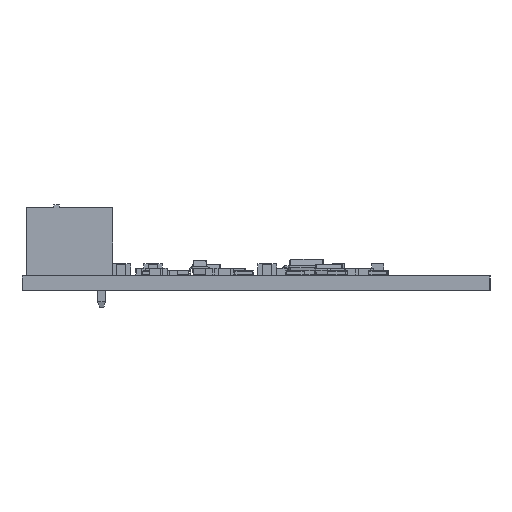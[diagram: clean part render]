
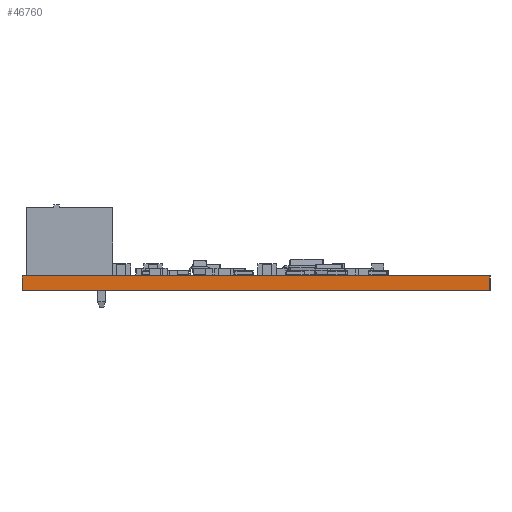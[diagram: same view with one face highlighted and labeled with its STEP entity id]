
A CAD part, left-side view. The second image highlights one B-rep face of the part: STEP entity #46760.
In plain terms, the highlighted planar face has unit normal (-1, 0, 0).
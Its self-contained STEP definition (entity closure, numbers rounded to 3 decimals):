
#46760 = ADVANCED_FACE('',(#46761),#46775,.F.);
#46761 = FACE_BOUND('',#46762,.F.);
#46762 = EDGE_LOOP('',(#46763,#46798,#46826,#46854));
#46763 = ORIENTED_EDGE('',*,*,#46764,.T.);
#46764 = EDGE_CURVE('',#46765,#46767,#46769,.T.);
#46765 = VERTEX_POINT('',#46766);
#46766 = CARTESIAN_POINT('',(0.,50.,0.));
#46767 = VERTEX_POINT('',#46768);
#46768 = CARTESIAN_POINT('',(0.,50.,1.6));
#46769 = SURFACE_CURVE('',#46770,(#46774,#46786),.PCURVE_S1.);
#46770 = LINE('',#46771,#46772);
#46771 = CARTESIAN_POINT('',(0.,50.,0.));
#46772 = VECTOR('',#46773,1.);
#46773 = DIRECTION('',(0.,0.,1.));
#46774 = PCURVE('',#46775,#46780);
#46775 = PLANE('',#46776);
#46776 = AXIS2_PLACEMENT_3D('',#46777,#46778,#46779);
#46777 = CARTESIAN_POINT('',(0.,50.,0.));
#46778 = DIRECTION('',(1.,0.,0.));
#46779 = DIRECTION('',(0.,-1.,0.));
#46780 = DEFINITIONAL_REPRESENTATION('',(#46781),#46785);
#46781 = LINE('',#46782,#46783);
#46782 = CARTESIAN_POINT('',(0.,0.));
#46783 = VECTOR('',#46784,1.);
#46784 = DIRECTION('',(0.,-1.));
#46785 = ( GEOMETRIC_REPRESENTATION_CONTEXT(2) 
PARAMETRIC_REPRESENTATION_CONTEXT() REPRESENTATION_CONTEXT('2D SPACE',''
  ) );
#46786 = PCURVE('',#46787,#46792);
#46787 = PLANE('',#46788);
#46788 = AXIS2_PLACEMENT_3D('',#46789,#46790,#46791);
#46789 = CARTESIAN_POINT('',(100.,50.,0.));
#46790 = DIRECTION('',(0.,-1.,0.));
#46791 = DIRECTION('',(-1.,0.,0.));
#46792 = DEFINITIONAL_REPRESENTATION('',(#46793),#46797);
#46793 = LINE('',#46794,#46795);
#46794 = CARTESIAN_POINT('',(100.,0.));
#46795 = VECTOR('',#46796,1.);
#46796 = DIRECTION('',(0.,-1.));
#46797 = ( GEOMETRIC_REPRESENTATION_CONTEXT(2) 
PARAMETRIC_REPRESENTATION_CONTEXT() REPRESENTATION_CONTEXT('2D SPACE',''
  ) );
#46798 = ORIENTED_EDGE('',*,*,#46799,.T.);
#46799 = EDGE_CURVE('',#46767,#46800,#46802,.T.);
#46800 = VERTEX_POINT('',#46801);
#46801 = CARTESIAN_POINT('',(0.,0.,1.6));
#46802 = SURFACE_CURVE('',#46803,(#46807,#46814),.PCURVE_S1.);
#46803 = LINE('',#46804,#46805);
#46804 = CARTESIAN_POINT('',(0.,50.,1.6));
#46805 = VECTOR('',#46806,1.);
#46806 = DIRECTION('',(0.,-1.,0.));
#46807 = PCURVE('',#46775,#46808);
#46808 = DEFINITIONAL_REPRESENTATION('',(#46809),#46813);
#46809 = LINE('',#46810,#46811);
#46810 = CARTESIAN_POINT('',(0.,-1.6));
#46811 = VECTOR('',#46812,1.);
#46812 = DIRECTION('',(1.,0.));
#46813 = ( GEOMETRIC_REPRESENTATION_CONTEXT(2) 
PARAMETRIC_REPRESENTATION_CONTEXT() REPRESENTATION_CONTEXT('2D SPACE',''
  ) );
#46814 = PCURVE('',#46815,#46820);
#46815 = PLANE('',#46816);
#46816 = AXIS2_PLACEMENT_3D('',#46817,#46818,#46819);
#46817 = CARTESIAN_POINT('',(50.,25.,1.6));
#46818 = DIRECTION('',(0.,0.,1.));
#46819 = DIRECTION('',(1.,0.,0.));
#46820 = DEFINITIONAL_REPRESENTATION('',(#46821),#46825);
#46821 = LINE('',#46822,#46823);
#46822 = CARTESIAN_POINT('',(-50.,25.));
#46823 = VECTOR('',#46824,1.);
#46824 = DIRECTION('',(0.,-1.));
#46825 = ( GEOMETRIC_REPRESENTATION_CONTEXT(2) 
PARAMETRIC_REPRESENTATION_CONTEXT() REPRESENTATION_CONTEXT('2D SPACE',''
  ) );
#46826 = ORIENTED_EDGE('',*,*,#46827,.F.);
#46827 = EDGE_CURVE('',#46828,#46800,#46830,.T.);
#46828 = VERTEX_POINT('',#46829);
#46829 = CARTESIAN_POINT('',(0.,0.,0.));
#46830 = SURFACE_CURVE('',#46831,(#46835,#46842),.PCURVE_S1.);
#46831 = LINE('',#46832,#46833);
#46832 = CARTESIAN_POINT('',(0.,0.,0.));
#46833 = VECTOR('',#46834,1.);
#46834 = DIRECTION('',(0.,0.,1.));
#46835 = PCURVE('',#46775,#46836);
#46836 = DEFINITIONAL_REPRESENTATION('',(#46837),#46841);
#46837 = LINE('',#46838,#46839);
#46838 = CARTESIAN_POINT('',(50.,0.));
#46839 = VECTOR('',#46840,1.);
#46840 = DIRECTION('',(0.,-1.));
#46841 = ( GEOMETRIC_REPRESENTATION_CONTEXT(2) 
PARAMETRIC_REPRESENTATION_CONTEXT() REPRESENTATION_CONTEXT('2D SPACE',''
  ) );
#46842 = PCURVE('',#46843,#46848);
#46843 = PLANE('',#46844);
#46844 = AXIS2_PLACEMENT_3D('',#46845,#46846,#46847);
#46845 = CARTESIAN_POINT('',(0.,0.,0.));
#46846 = DIRECTION('',(0.,1.,0.));
#46847 = DIRECTION('',(1.,0.,0.));
#46848 = DEFINITIONAL_REPRESENTATION('',(#46849),#46853);
#46849 = LINE('',#46850,#46851);
#46850 = CARTESIAN_POINT('',(0.,0.));
#46851 = VECTOR('',#46852,1.);
#46852 = DIRECTION('',(0.,-1.));
#46853 = ( GEOMETRIC_REPRESENTATION_CONTEXT(2) 
PARAMETRIC_REPRESENTATION_CONTEXT() REPRESENTATION_CONTEXT('2D SPACE',''
  ) );
#46854 = ORIENTED_EDGE('',*,*,#46855,.F.);
#46855 = EDGE_CURVE('',#46765,#46828,#46856,.T.);
#46856 = SURFACE_CURVE('',#46857,(#46861,#46868),.PCURVE_S1.);
#46857 = LINE('',#46858,#46859);
#46858 = CARTESIAN_POINT('',(0.,50.,0.));
#46859 = VECTOR('',#46860,1.);
#46860 = DIRECTION('',(0.,-1.,0.));
#46861 = PCURVE('',#46775,#46862);
#46862 = DEFINITIONAL_REPRESENTATION('',(#46863),#46867);
#46863 = LINE('',#46864,#46865);
#46864 = CARTESIAN_POINT('',(0.,0.));
#46865 = VECTOR('',#46866,1.);
#46866 = DIRECTION('',(1.,0.));
#46867 = ( GEOMETRIC_REPRESENTATION_CONTEXT(2) 
PARAMETRIC_REPRESENTATION_CONTEXT() REPRESENTATION_CONTEXT('2D SPACE',''
  ) );
#46868 = PCURVE('',#46869,#46874);
#46869 = PLANE('',#46870);
#46870 = AXIS2_PLACEMENT_3D('',#46871,#46872,#46873);
#46871 = CARTESIAN_POINT('',(50.,25.,0.));
#46872 = DIRECTION('',(0.,0.,1.));
#46873 = DIRECTION('',(1.,0.,0.));
#46874 = DEFINITIONAL_REPRESENTATION('',(#46875),#46879);
#46875 = LINE('',#46876,#46877);
#46876 = CARTESIAN_POINT('',(-50.,25.));
#46877 = VECTOR('',#46878,1.);
#46878 = DIRECTION('',(0.,-1.));
#46879 = ( GEOMETRIC_REPRESENTATION_CONTEXT(2) 
PARAMETRIC_REPRESENTATION_CONTEXT() REPRESENTATION_CONTEXT('2D SPACE',''
  ) );
